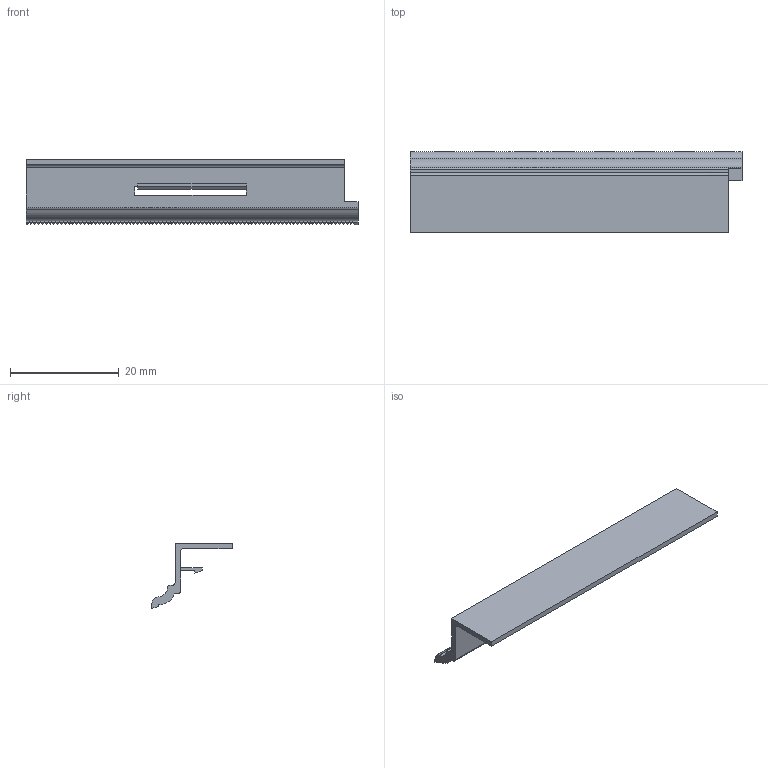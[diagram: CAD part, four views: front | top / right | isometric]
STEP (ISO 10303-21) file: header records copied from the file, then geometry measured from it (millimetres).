
FILE_DESCRIPTION (( 'STEP AP214' ), '1' );
FILE_NAME ('Cuter_1.STEP', '2013-11-01T07:59:20', ( 'freesoul' ), ( '.' ), 'SwSTEP 2.0', 'SolidWorks 2012', '' );
FILE_SCHEMA (( 'AUTOMOTIVE_DESIGN' ));
Length unit declared in the file: millimetre
Products named in the file (1): Cuter_1
Bounding box: 61 x 14.8 x 12 mm (x, y, z)
Volume: 1615.6 mm3; surface area: 3182.1 mm2
Topology: 1 solids, 1 shells, 291 faces, 782 edges, 493 vertices
Faces by surface type: plane 283, cylinder 8
Entity records: 8851 total; most frequent: CARTESIAN_POINT 1567, ORIENTED_EDGE 1564, DIRECTION 1383, EDGE_CURVE 782, LINE 765, VECTOR 765, VERTEX_POINT 493, AXIS2_PLACEMENT_3D 309
